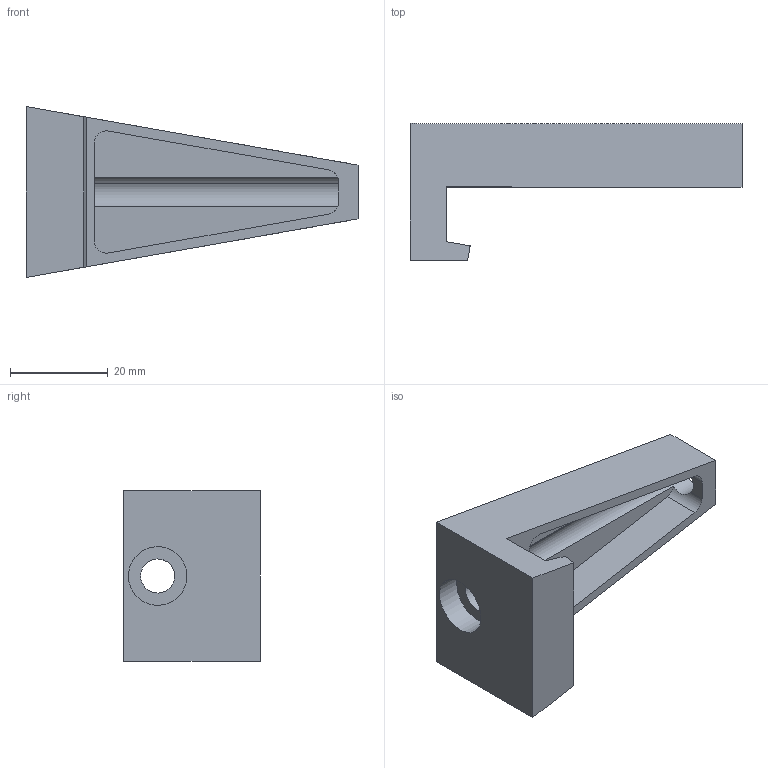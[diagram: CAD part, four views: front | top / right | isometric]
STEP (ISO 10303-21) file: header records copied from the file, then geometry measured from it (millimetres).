
FILE_DESCRIPTION(('CATIA V5 STEP Exchange'),'2;1');
FILE_NAME('CROCHET TAMA 1.stp','2018-06-28T08:45:34+00:00',('none'),('none'),'CATIA Version 5 Release 21 GA (IN-10)','CATIA V5 STEP AP203','none');
FILE_SCHEMA(('CONFIG_CONTROL_DESIGN'));
Length unit declared in the file: millimetre
Products named in the file (1): CROCHET TAMA 1
Bounding box: 68 x 28 x 35 mm (x, y, z)
Volume: 16376.3 mm3; surface area: 8492.8 mm2
Topology: 1 solids, 1 shells, 25 faces, 69 edges, 46 vertices
Faces by surface type: plane 17, cylinder 8
Entity records: 836 total; most frequent: CARTESIAN_POINT 160, ORIENTED_EDGE 138, DIRECTION 111, EDGE_CURVE 69, VECTOR 47, LINE 47, VERTEX_POINT 46, AXIS2_PLACEMENT_3D 43
